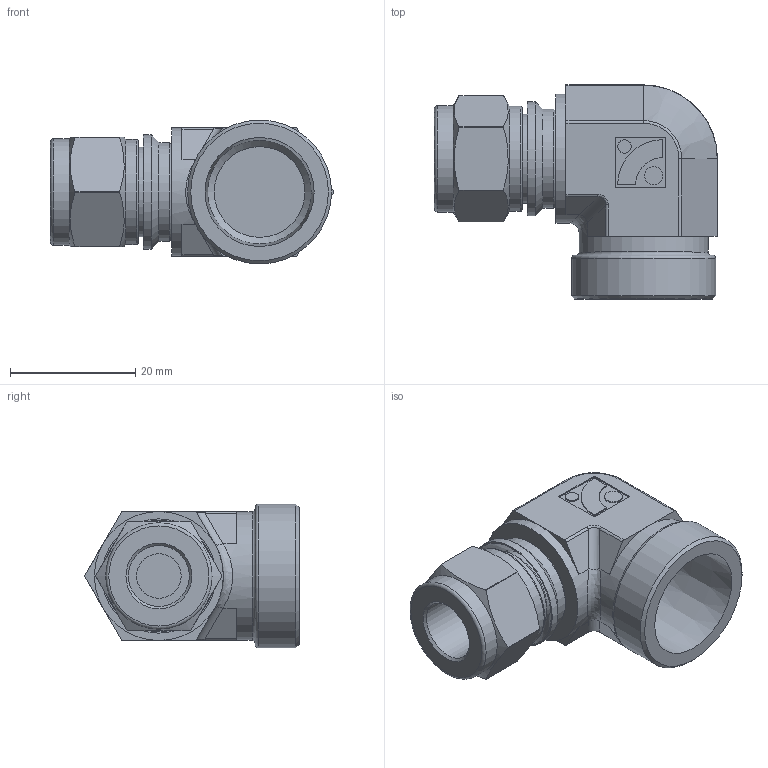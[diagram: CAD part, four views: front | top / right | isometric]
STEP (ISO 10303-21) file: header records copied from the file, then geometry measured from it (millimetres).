
FILE_DESCRIPTION(/* description */ (''),/* implementation_level */ '2;1');
FILE_NAME(/* name */ 'SFEI-6-6N.stp',/* time_stamp */ '2022-05-02T08:23:47+09:00',/* author */ ('user'),/* organization */ (''),/* preprocessor_version */ 'ST-DEVELOPER v18.1',/* originating_system */ 'Autodesk Inventor 2022',/* authorisation */ '');
FILE_SCHEMA (('AUTOMOTIVE_DESIGN { 1 0 10303 214 3 1 1 }'));
Length unit declared in the file: millimetre
Products named in the file (1): SFE-6-6N
Bounding box: 45.23 x 34.22 x 23 mm (x, y, z)
Volume: 13145.1 mm3; surface area: 6332.3 mm2
Topology: 1 solids, 1 shells, 103 faces, 229 edges, 140 vertices
Faces by surface type: plane 46, cylinder 34, cone 13, torus 7, bspline 3
Full cylindrical faces by diameter (mm): 2.16 x1, 2.88 x1, 7.112 x1, 9.73 x1, 12.5 x1, 13.05 x1, 14.28 x1, 15.8 x1, 16.8 x1, 17 x1, 18.25 x1, 20.6 x2, 23 x1
Entity records: 2944 total; most frequent: CARTESIAN_POINT 574, DIRECTION 527, ORIENTED_EDGE 458, EDGE_CURVE 229, AXIS2_PLACEMENT_3D 209, VERTEX_POINT 140, EDGE_LOOP 115, LINE 109
